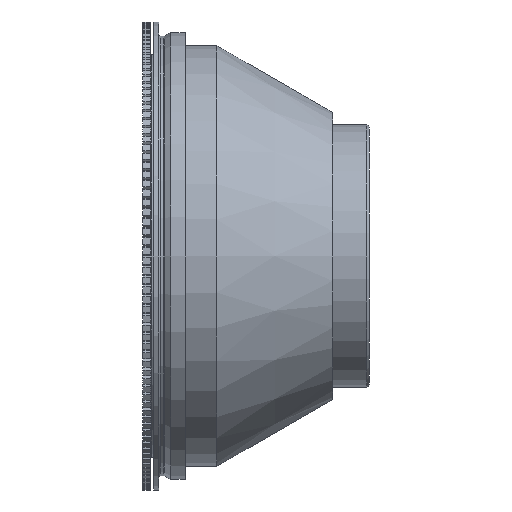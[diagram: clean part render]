
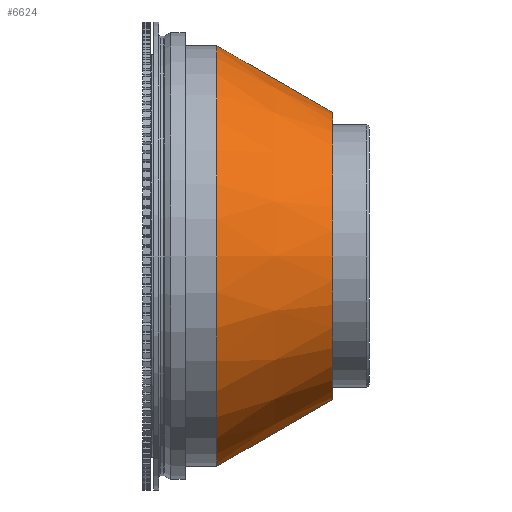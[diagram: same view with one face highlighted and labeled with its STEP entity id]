
A CAD part, front view. The second image highlights one B-rep face of the part: STEP entity #6624.
In plain terms, the highlighted conical face has half-angle 30 degrees and reference radius 40 mm.
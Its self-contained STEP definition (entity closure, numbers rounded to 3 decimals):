
#380 = AXIS2_PLACEMENT_3D ( 'NONE', #13343, #5912, #14583 ) ;
#1058 = CARTESIAN_POINT ( 'NONE',  ( -18.212, 0., 40. ) ) ;
#1238 = VECTOR ( 'NONE', #4507, 1000. ) ;
#1259 = CARTESIAN_POINT ( 'NONE',  ( 3.788, 0., 0. ) ) ;
#1369 = ORIENTED_EDGE ( 'NONE', *, *, #11012, .T. ) ;
#2340 = EDGE_CURVE ( 'NONE', #6537, #7342, #13792, .T. ) ;
#2525 = DIRECTION ( 'NONE',  ( 0., 0., -1. ) ) ;
#2651 = EDGE_CURVE ( 'NONE', #2849, #6537, #5830, .T. ) ;
#2849 = VERTEX_POINT ( 'NONE', #5139 ) ;
#3060 = EDGE_LOOP ( 'NONE', ( #15128, #10911, #1369, #7517 ) ) ;
#3278 = CARTESIAN_POINT ( 'NONE',  ( -18.212, 0., 40. ) ) ;
#3316 = CARTESIAN_POINT ( 'NONE',  ( 3.788, 0., -27.298 ) ) ;
#4296 = CARTESIAN_POINT ( 'NONE',  ( -18.212, 0., -40. ) ) ;
#4507 = DIRECTION ( 'NONE',  ( -0.866, 0., 0.5 ) ) ;
#5139 = CARTESIAN_POINT ( 'NONE',  ( 3.788, 0., 27.298 ) ) ;
#5446 = CIRCLE ( 'NONE', #380, 40. ) ;
#5830 = CIRCLE ( 'NONE', #11473, 27.298 ) ;
#5912 = DIRECTION ( 'NONE',  ( 1., 0., 0. ) ) ;
#6537 = VERTEX_POINT ( 'NONE', #3316 ) ;
#6624 = ADVANCED_FACE ( 'NONE', ( #15314 ), #14521, .T. ) ;
#7134 = DIRECTION ( 'NONE',  ( 0., 0., 1. ) ) ;
#7342 = VERTEX_POINT ( 'NONE', #13621 ) ;
#7517 = ORIENTED_EDGE ( 'NONE', *, *, #15429, .T. ) ;
#8384 = DIRECTION ( 'NONE',  ( -1., 0., 0. ) ) ;
#9904 = DIRECTION ( 'NONE',  ( 1., 0., 0. ) ) ;
#10494 = VECTOR ( 'NONE', #10513, 1000. ) ;
#10513 = DIRECTION ( 'NONE',  ( -0.866, 0., -0.5 ) ) ;
#10911 = ORIENTED_EDGE ( 'NONE', *, *, #2651, .F. ) ;
#11012 = EDGE_CURVE ( 'NONE', #2849, #13573, #11086, .T. ) ;
#11086 = LINE ( 'NONE', #3278, #1238 ) ;
#11473 = AXIS2_PLACEMENT_3D ( 'NONE', #1259, #9904, #2525 ) ;
#13343 = CARTESIAN_POINT ( 'NONE',  ( -18.212, 0., 0. ) ) ;
#13573 = VERTEX_POINT ( 'NONE', #1058 ) ;
#13621 = CARTESIAN_POINT ( 'NONE',  ( -18.212, 0., -40. ) ) ;
#13792 = LINE ( 'NONE', #4296, #10494 ) ;
#14521 = CONICAL_SURFACE ( 'NONE', #15853, 40., 0.524 ) ;
#14583 = DIRECTION ( 'NONE',  ( 0., 0., -1. ) ) ;
#15128 = ORIENTED_EDGE ( 'NONE', *, *, #2340, .F. ) ;
#15314 = FACE_OUTER_BOUND ( 'NONE', #3060, .T. ) ;
#15429 = EDGE_CURVE ( 'NONE', #13573, #7342, #5446, .T. ) ;
#15787 = CARTESIAN_POINT ( 'NONE',  ( -18.212, 0., 0. ) ) ;
#15853 = AXIS2_PLACEMENT_3D ( 'NONE', #15787, #8384, #7134 ) ;
